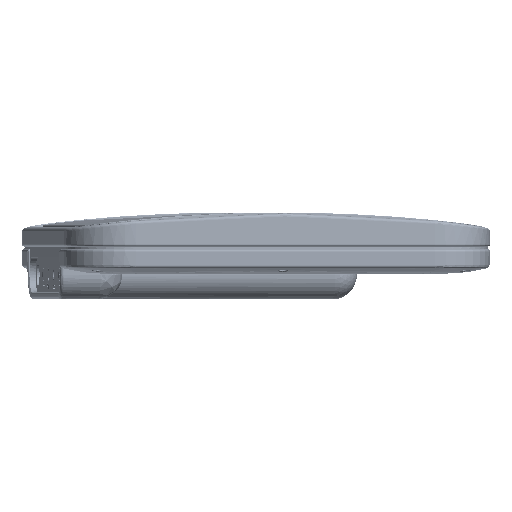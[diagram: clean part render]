
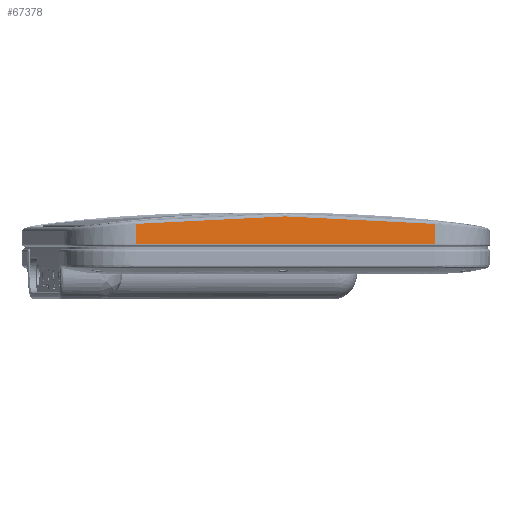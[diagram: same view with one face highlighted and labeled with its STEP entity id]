
A CAD part, front view. The second image highlights one B-rep face of the part: STEP entity #67378.
In plain terms, the highlighted face is planar.
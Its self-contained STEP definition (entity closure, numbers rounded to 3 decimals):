
#2114=PLANE('',#72406);
#8421=FACE_OUTER_BOUND('',#12573,.T.);
#12573=EDGE_LOOP('',(#48185,#48186,#48187,#48188));
#17208=LINE('',#146252,#21986);
#17216=LINE('',#146908,#21994);
#17217=LINE('',#146910,#21995);
#21986=VECTOR('',#82086,10.);
#21994=VECTOR('',#82122,10.);
#21995=VECTOR('',#82125,10.);
#26125=B_SPLINE_CURVE_WITH_KNOTS('',3,(#146892,#146893,#146894,#146895,
#146896,#146897,#146898),.UNSPECIFIED.,.F.,.F.,(4,3,4),(-8782.553,
-8633.341,-8484.13),.UNSPECIFIED.);
#28977=VERTEX_POINT('',#146244);
#28978=VERTEX_POINT('',#146248);
#28985=VERTEX_POINT('',#146684);
#28986=VERTEX_POINT('',#146830);
#36245=EDGE_CURVE('',#28977,#28978,#17208,.T.);
#36261=EDGE_CURVE('',#28985,#28986,#26125,.T.);
#36267=EDGE_CURVE('',#28978,#28985,#17216,.T.);
#36268=EDGE_CURVE('',#28977,#28986,#17217,.T.);
#48185=ORIENTED_EDGE('',*,*,#36261,.F.);
#48186=ORIENTED_EDGE('',*,*,#36267,.F.);
#48187=ORIENTED_EDGE('',*,*,#36245,.F.);
#48188=ORIENTED_EDGE('',*,*,#36268,.T.);
#67378=ADVANCED_FACE('',(#8421),#2114,.T.);
#72406=AXIS2_PLACEMENT_3D('',#146909,#82123,#82124);
#82086=DIRECTION('',(0.,0.,-1.));
#82122=DIRECTION('',(-0.026,-1.,0.));
#82123=DIRECTION('center_axis',(1.,-0.026,0.));
#82124=DIRECTION('ref_axis',(0.,0.,-1.));
#82125=DIRECTION('',(-0.026,-1.,0.));
#146244=CARTESIAN_POINT('',(194.896,-48.352,136.75));
#146248=CARTESIAN_POINT('',(194.896,-48.352,-136.75));
#146252=CARTESIAN_POINT('',(194.896,-48.352,136.75));
#146684=CARTESIAN_POINT('',(194.412,-66.855,-136.75));
#146830=CARTESIAN_POINT('',(194.412,-66.855,136.75));
#146892=CARTESIAN_POINT('Ctrl Pts',(194.412,-66.855,-136.75));
#146893=CARTESIAN_POINT('Ctrl Pts',(194.293,-71.4,
-91.318));
#146894=CARTESIAN_POINT('Ctrl Pts',(194.233,-73.679,
-45.659));
#146895=CARTESIAN_POINT('Ctrl Pts',(194.233,-73.679,
0.));
#146896=CARTESIAN_POINT('Ctrl Pts',(194.233,-73.679,
45.659));
#146897=CARTESIAN_POINT('Ctrl Pts',(194.293,-71.4,
91.318));
#146898=CARTESIAN_POINT('Ctrl Pts',(194.412,-66.855,136.75));
#146908=CARTESIAN_POINT('',(194.896,-48.352,-136.75));
#146909=CARTESIAN_POINT('Origin',(194.565,-61.015,-136.75));
#146910=CARTESIAN_POINT('',(194.896,-48.352,136.75));
